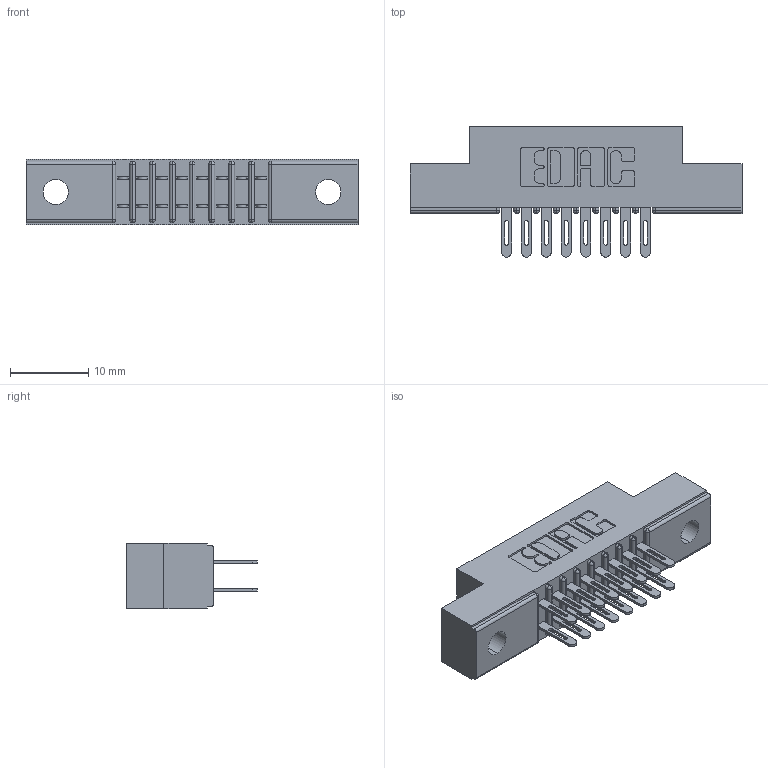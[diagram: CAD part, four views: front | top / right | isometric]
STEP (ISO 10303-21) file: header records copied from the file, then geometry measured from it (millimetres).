
FILE_DESCRIPTION (( 'STEP AP203' ), '1' );
FILE_NAME ('341-016-500-202.STEP', '2018-08-06T15:33:03', ( '' ), ( '' ), 'SwSTEP 2.0', 'SolidWorks 2016', '' );
FILE_SCHEMA (( 'CONFIG_CONTROL_DESIGN' ));
Length unit declared in the file: inch
Products named in the file (3): 341 Part_.128 (3.25) Dia Mounting Holes; 341-292-001_341-292-100; 341-016-500-202
Assembly tree (17 placements, depth 2):
  341-016-500-202
    341 Part_.128 (3.25) Dia Mounting Holes
    341-292-001_341-292-100  x16
Bounding box: 42.55 x 16.69 x 8.38 mm (x, y, z)
Volume: 2440.9 mm3; surface area: 4110.4 mm2
Topology: 17 solids, 17 shells, 1172 faces, 3380 edges, 2190 vertices
Faces by surface type: plane 676, cylinder 464, sphere 18, torus 14
Entity records: 14221 total; most frequent: CARTESIAN_POINT 2364, ORIENTED_EDGE 2344, DIRECTION 2322, EDGE_CURVE 1172, VECTOR 906, LINE 906, VERTEX_POINT 750, AXIS2_PLACEMENT_3D 708
